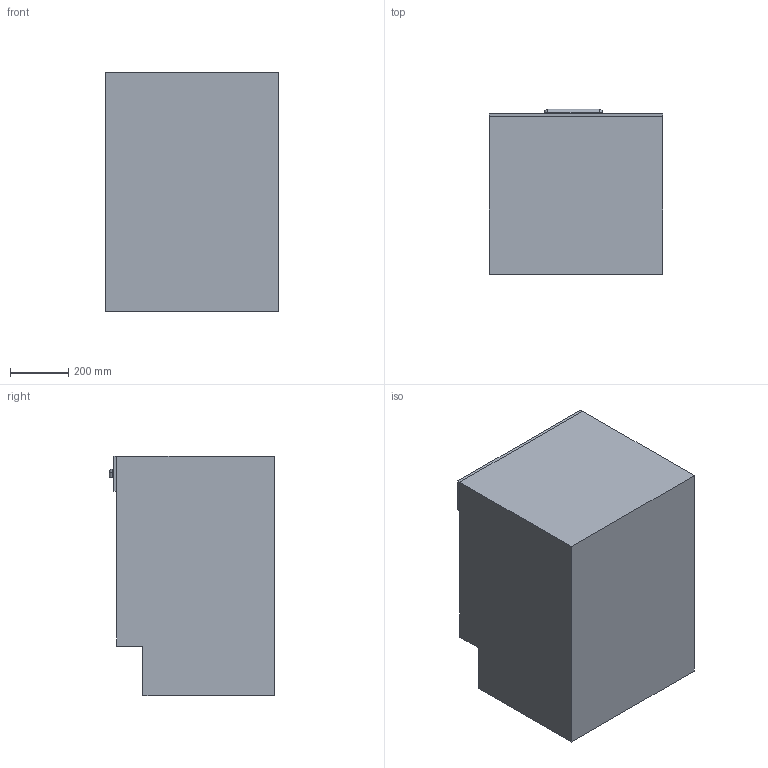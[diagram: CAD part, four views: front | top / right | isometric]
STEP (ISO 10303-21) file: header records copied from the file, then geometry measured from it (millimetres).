
FILE_DESCRIPTION(('FreeCAD Model'),'2;1');
FILE_NAME('Dishwasher_600mm.step', '2019-11-16T09:05:55',('Author'),(''), 'Open CASCADE STEP processor 7.3','FreeCAD','Unknown');
FILE_SCHEMA(('AUTOMOTIVE_DESIGN { 1 0 10303 214 1 1 1 1 }'));
Length unit declared in the file: millimetre
Products named in the file (1): DishWasher_600mm
Bounding box: 596 x 566 x 820 mm (x, y, z)
Volume: 256075536.8 mm3; surface area: 2498637.6 mm2
Topology: 1 solids, 1 shells, 25 faces, 58 edges, 34 vertices
Faces by surface type: plane 18, cylinder 5, sphere 2
Entity records: 1435 total; most frequent: CARTESIAN_POINT 240, DIRECTION 228, LINE 154, VECTOR 154, ORIENTED_EDGE 112, PCURVE 112, DEFINITIONAL_REPRESENTATION 112, EDGE_CURVE 56
